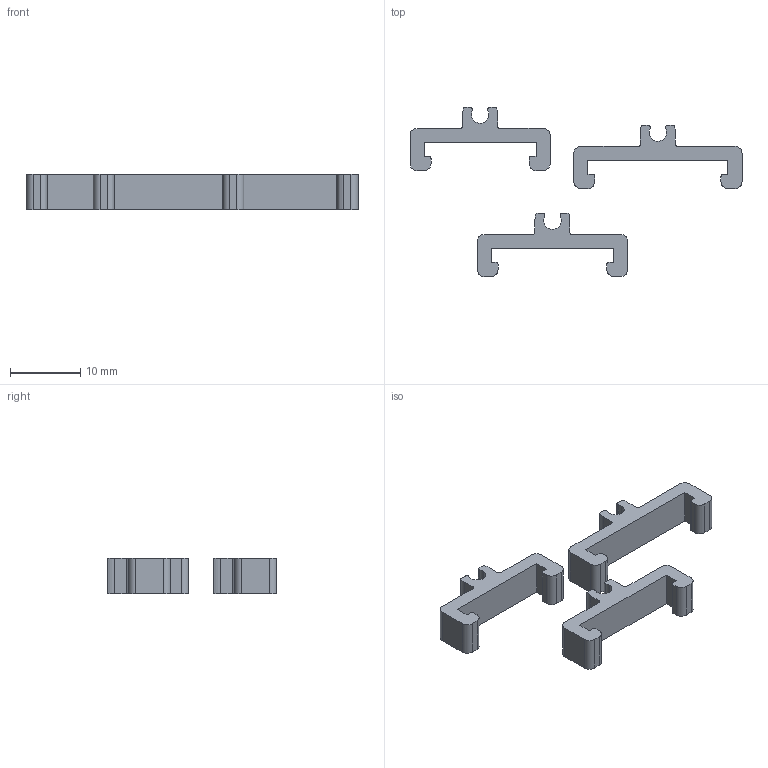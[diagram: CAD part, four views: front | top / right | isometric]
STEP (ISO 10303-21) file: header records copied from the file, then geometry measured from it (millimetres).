
FILE_DESCRIPTION (( 'STEP AP203' ), '1' );
FILE_NAME ('cable_holder.STEP', '2024-11-24T10:34:39', ( '' ), ( '' ), 'SwSTEP 2.0', 'SolidWorks 2024', '' );
FILE_SCHEMA (( 'CONFIG_CONTROL_DESIGN' ));
Length unit declared in the file: millimetre
Products named in the file (1): cable_holder
Bounding box: 47.37 x 24.12 x 5 mm (x, y, z)
Volume: 1086.6 mm3; surface area: 1540.8 mm2
Topology: 3 solids, 3 shells, 117 faces, 333 edges, 222 vertices
Faces by surface type: cylinder 60, plane 57
Entity records: 3920 total; most frequent: DIRECTION 689, CARTESIAN_POINT 673, ORIENTED_EDGE 666, EDGE_CURVE 333, AXIS2_PLACEMENT_3D 238, VERTEX_POINT 222, VECTOR 213, LINE 213
